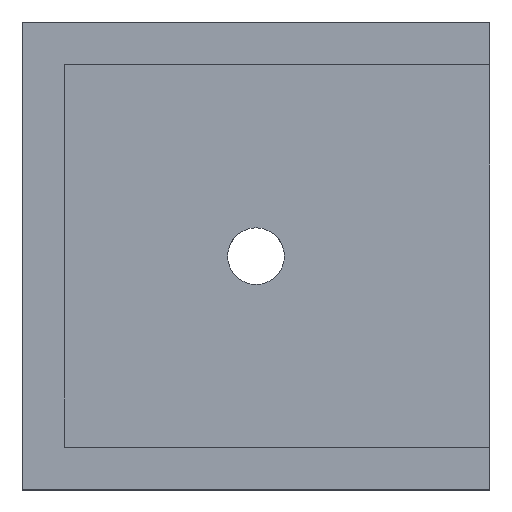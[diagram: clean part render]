
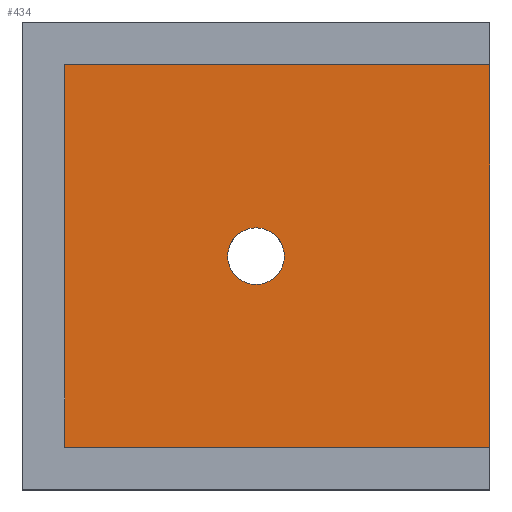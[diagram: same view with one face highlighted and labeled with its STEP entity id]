
A CAD part, top view. The second image highlights one B-rep face of the part: STEP entity #434.
In plain terms, the highlighted planar face has unit normal (0, 0, 1).
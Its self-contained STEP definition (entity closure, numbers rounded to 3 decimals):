
#16=FACE_BOUND('',#54,.T.);
#18=CIRCLE('',#471,2.);
#31=FACE_OUTER_BOUND('',#53,.T.);
#53=EDGE_LOOP('',(#348,#349,#350,#351));
#54=EDGE_LOOP('',(#352));
#82=LINE('',#627,#140);
#109=LINE('',#679,#167);
#111=LINE('',#683,#169);
#112=LINE('',#684,#170);
#140=VECTOR('',#509,10.);
#167=VECTOR('',#550,10.);
#169=VECTOR('',#554,10.);
#170=VECTOR('',#555,10.);
#195=VERTEX_POINT('',#624);
#196=VERTEX_POINT('',#626);
#214=VERTEX_POINT('',#678);
#215=VERTEX_POINT('',#682);
#216=VERTEX_POINT('',#685);
#238=EDGE_CURVE('',#195,#196,#82,.T.);
#265=EDGE_CURVE('',#196,#214,#109,.T.);
#267=EDGE_CURVE('',#195,#215,#111,.T.);
#268=EDGE_CURVE('',#215,#214,#112,.T.);
#269=EDGE_CURVE('',#216,#216,#18,.T.);
#348=ORIENTED_EDGE('',*,*,#238,.F.);
#349=ORIENTED_EDGE('',*,*,#267,.T.);
#350=ORIENTED_EDGE('',*,*,#268,.T.);
#351=ORIENTED_EDGE('',*,*,#265,.F.);
#352=ORIENTED_EDGE('',*,*,#269,.F.);
#413=PLANE('',#470);
#434=ADVANCED_FACE('',(#31,#16),#413,.F.);
#470=AXIS2_PLACEMENT_3D('',#681,#552,#553);
#471=AXIS2_PLACEMENT_3D('',#686,#556,#557);
#509=DIRECTION('',(0.,-1.,0.));
#550=DIRECTION('',(-1.,0.,0.));
#552=DIRECTION('center_axis',(0.,0.,-1.));
#553=DIRECTION('ref_axis',(0.,-1.,0.));
#554=DIRECTION('',(-1.,0.,0.));
#555=DIRECTION('',(0.,-1.,0.));
#556=DIRECTION('center_axis',(0.,0.,1.));
#557=DIRECTION('ref_axis',(1.,0.,0.));
#624=CARTESIAN_POINT('',(33.,30.,3.));
#626=CARTESIAN_POINT('',(33.,3.,3.));
#627=CARTESIAN_POINT('',(33.,15.,3.));
#678=CARTESIAN_POINT('',(3.,3.,3.));
#679=CARTESIAN_POINT('',(33.,3.,3.));
#681=CARTESIAN_POINT('Origin',(33.,30.,3.));
#682=CARTESIAN_POINT('',(3.,30.,3.));
#683=CARTESIAN_POINT('',(33.,30.,3.));
#684=CARTESIAN_POINT('',(3.,3.,3.));
#685=CARTESIAN_POINT('',(14.5,16.5,3.));
#686=CARTESIAN_POINT('Origin',(16.5,16.5,3.));
